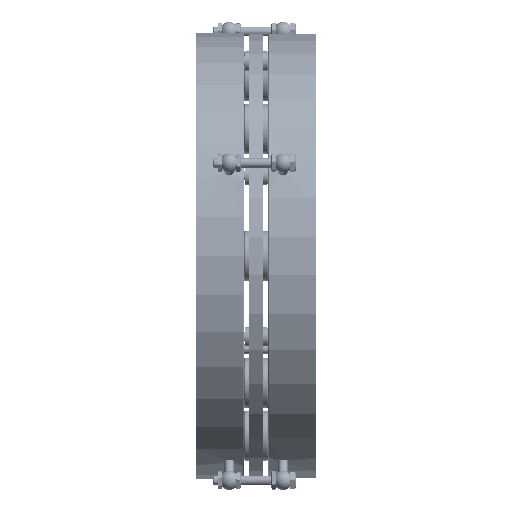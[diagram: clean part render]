
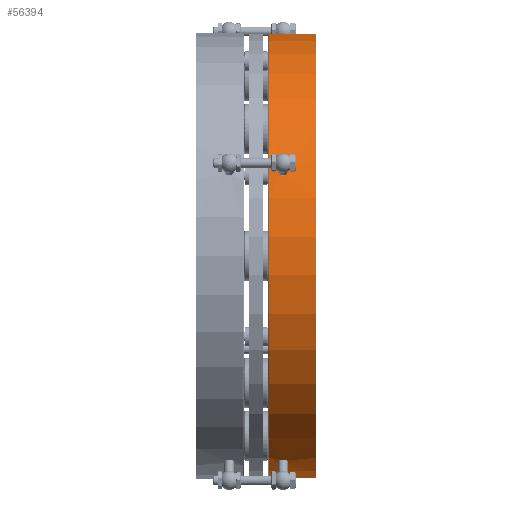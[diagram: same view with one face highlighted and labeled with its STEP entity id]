
A CAD part, front view. The second image highlights one B-rep face of the part: STEP entity #56394.
In plain terms, the highlighted cylindrical face has radius 232.5 mm (diameter 465 mm), a full revolution.
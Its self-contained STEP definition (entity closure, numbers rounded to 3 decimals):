
#3972=B_SPLINE_CURVE_WITH_KNOTS('',3,(#85770,#85771,#85772,#85773,#85774,
#85775,#85776,#85777,#85778,#85779,#85780),.UNSPECIFIED.,.T.,.F.,(1,1,1,
1,1,1,1,1,1,1,1,1,1,1,1),(-0.013,-0.009,-0.004,
0.,0.004,0.009,0.013,0.017,
0.021,0.026,0.03,0.034,
0.039,0.043,0.047),.UNSPECIFIED.);
#3973=B_SPLINE_CURVE_WITH_KNOTS('',3,(#85783,#85784,#85785,#85786,#85787,
#85788,#85789,#85790,#85791,#85792,#85793),.UNSPECIFIED.,.T.,.F.,(1,1,1,
1,1,1,1,1,1,1,1,1,1,1,1),(-0.013,-0.009,-0.004,
0.,0.004,0.009,0.013,0.017,
0.021,0.026,0.03,0.034,
0.039,0.043,0.047),.UNSPECIFIED.);
#3974=B_SPLINE_CURVE_WITH_KNOTS('',3,(#85796,#85797,#85798,#85799,#85800,
#85801,#85802,#85803,#85804,#85805,#85806),.UNSPECIFIED.,.T.,.F.,(1,1,1,
1,1,1,1,1,1,1,1,1,1,1,1),(-0.013,-0.009,-0.004,
0.,0.004,0.009,0.013,0.017,
0.021,0.026,0.03,0.034,
0.039,0.043,0.047),.UNSPECIFIED.);
#3975=B_SPLINE_CURVE_WITH_KNOTS('',3,(#85809,#85810,#85811,#85812,#85813,
#85814,#85815,#85816,#85817,#85818,#85819),.UNSPECIFIED.,.T.,.F.,(1,1,1,
1,1,1,1,1,1,1,1,1,1,1,1),(-0.013,-0.009,-0.004,
0.,0.004,0.009,0.013,0.017,
0.021,0.026,0.03,0.034,
0.039,0.043,0.047),.UNSPECIFIED.);
#4513=CYLINDRICAL_SURFACE('',#61135,232.5);
#13683=ORIENTED_EDGE('',*,*,#19438,.F.);
#13684=ORIENTED_EDGE('',*,*,#19437,.F.);
#13685=ORIENTED_EDGE('',*,*,#19436,.F.);
#13686=ORIENTED_EDGE('',*,*,#19435,.F.);
#13687=ORIENTED_EDGE('',*,*,#19434,.T.);
#13688=ORIENTED_EDGE('',*,*,#19558,.T.);
#19434=EDGE_CURVE('',#23392,#23392,#25772,.F.);
#19435=EDGE_CURVE('',#23393,#23393,#3972,.T.);
#19436=EDGE_CURVE('',#23394,#23394,#3973,.T.);
#19437=EDGE_CURVE('',#23395,#23395,#3974,.T.);
#19438=EDGE_CURVE('',#23396,#23396,#3975,.T.);
#19558=EDGE_CURVE('',#23516,#23516,#25892,.F.);
#23392=VERTEX_POINT('',#85768);
#23393=VERTEX_POINT('',#85781);
#23394=VERTEX_POINT('',#85794);
#23395=VERTEX_POINT('',#85807);
#23396=VERTEX_POINT('',#85820);
#23516=VERTEX_POINT('',#86134);
#25772=CIRCLE('',#60938,232.5);
#25892=CIRCLE('',#61136,232.5);
#29995=EDGE_LOOP('',(#13683));
#29996=EDGE_LOOP('',(#13684));
#29997=EDGE_LOOP('',(#13685));
#29998=EDGE_LOOP('',(#13686));
#29999=EDGE_LOOP('',(#13687));
#30000=EDGE_LOOP('',(#13688));
#34359=FACE_BOUND('',#29995,.T.);
#34360=FACE_BOUND('',#29996,.T.);
#34361=FACE_BOUND('',#29997,.T.);
#34362=FACE_BOUND('',#29998,.T.);
#34363=FACE_BOUND('',#29999,.T.);
#34364=FACE_BOUND('',#30000,.T.);
#56394=ADVANCED_FACE('',(#34359,#34360,#34361,#34362,#34363,#34364),#4513,
 .T.);
#60938=AXIS2_PLACEMENT_3D('',#85767,#71812,#71813);
#61135=AXIS2_PLACEMENT_3D('',#86132,#72206,#72207);
#61136=AXIS2_PLACEMENT_3D('',#86133,#72208,#72209);
#71812=DIRECTION('',(1.,0.,0.));
#71813=DIRECTION('',(0.,-0.707,0.707));
#72206=DIRECTION('',(1.,0.,0.));
#72207=DIRECTION('',(0.,-0.707,0.707));
#72208=DIRECTION('',(-1.,0.,0.));
#72209=DIRECTION('',(0.,0.707,-0.707));
#85767=CARTESIAN_POINT('',(74.6,0.,0.));
#85768=CARTESIAN_POINT('',(74.6,-164.402,164.402));
#85770=CARTESIAN_POINT('',(40.593,-83.405,-217.024));
#85771=CARTESIAN_POINT('',(44.737,-85.347,-216.278));
#85772=CARTESIAN_POINT('',(46.182,-89.449,-214.622));
#85773=CARTESIAN_POINT('',(44.018,-93.22,-213.));
#85774=CARTESIAN_POINT('',(39.597,-94.483,-212.435));
#85775=CARTESIAN_POINT('',(35.467,-92.58,-213.282));
#85776=CARTESIAN_POINT('',(34.016,-88.521,-215.006));
#85777=CARTESIAN_POINT('',(36.183,-84.696,-216.531));
#85778=CARTESIAN_POINT('',(40.593,-83.405,-217.024));
#85779=CARTESIAN_POINT('',(44.737,-85.347,-216.278));
#85780=CARTESIAN_POINT('',(46.182,-89.449,-214.622));
#85781=CARTESIAN_POINT('',(44.287,-85.707,-216.126));
#85783=CARTESIAN_POINT('',(40.593,217.024,-83.405));
#85784=CARTESIAN_POINT('',(44.737,216.278,-85.347));
#85785=CARTESIAN_POINT('',(46.182,214.622,-89.449));
#85786=CARTESIAN_POINT('',(44.018,213.,-93.22));
#85787=CARTESIAN_POINT('',(39.597,212.435,-94.483));
#85788=CARTESIAN_POINT('',(35.467,213.282,-92.58));
#85789=CARTESIAN_POINT('',(34.016,215.006,-88.521));
#85790=CARTESIAN_POINT('',(36.183,216.531,-84.696));
#85791=CARTESIAN_POINT('',(40.593,217.024,-83.405));
#85792=CARTESIAN_POINT('',(44.737,216.278,-85.347));
#85793=CARTESIAN_POINT('',(46.182,214.622,-89.449));
#85794=CARTESIAN_POINT('',(44.287,216.126,-85.707));
#85796=CARTESIAN_POINT('',(40.593,83.405,217.024));
#85797=CARTESIAN_POINT('',(44.737,85.347,216.278));
#85798=CARTESIAN_POINT('',(46.182,89.449,214.622));
#85799=CARTESIAN_POINT('',(44.018,93.22,213.));
#85800=CARTESIAN_POINT('',(39.597,94.483,212.435));
#85801=CARTESIAN_POINT('',(35.467,92.58,213.282));
#85802=CARTESIAN_POINT('',(34.016,88.521,215.006));
#85803=CARTESIAN_POINT('',(36.183,84.696,216.531));
#85804=CARTESIAN_POINT('',(40.593,83.405,217.024));
#85805=CARTESIAN_POINT('',(44.737,85.347,216.278));
#85806=CARTESIAN_POINT('',(46.182,89.449,214.622));
#85807=CARTESIAN_POINT('',(44.287,85.707,216.126));
#85809=CARTESIAN_POINT('',(40.593,-217.024,83.405));
#85810=CARTESIAN_POINT('',(44.737,-216.278,85.347));
#85811=CARTESIAN_POINT('',(46.182,-214.622,89.449));
#85812=CARTESIAN_POINT('',(44.018,-213.,93.22));
#85813=CARTESIAN_POINT('',(39.597,-212.435,94.483));
#85814=CARTESIAN_POINT('',(35.467,-213.282,92.58));
#85815=CARTESIAN_POINT('',(34.016,-215.006,88.521));
#85816=CARTESIAN_POINT('',(36.183,-216.531,84.696));
#85817=CARTESIAN_POINT('',(40.593,-217.024,83.405));
#85818=CARTESIAN_POINT('',(44.737,-216.278,85.347));
#85819=CARTESIAN_POINT('',(46.182,-214.622,89.449));
#85820=CARTESIAN_POINT('',(44.287,-216.126,85.707));
#86132=CARTESIAN_POINT('',(84.1,0.,0.));
#86133=CARTESIAN_POINT('',(26.1,0.,0.));
#86134=CARTESIAN_POINT('',(26.1,164.402,-164.402));
